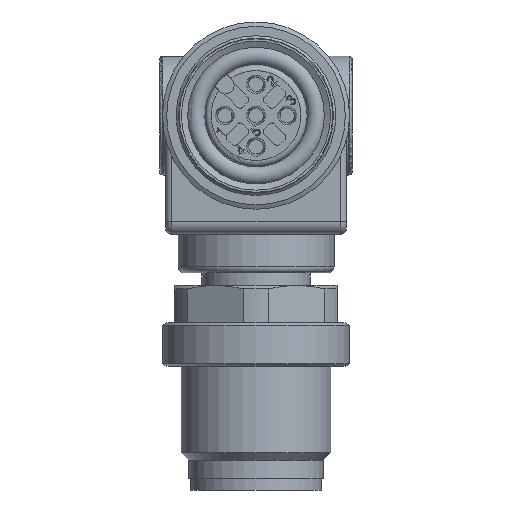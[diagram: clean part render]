
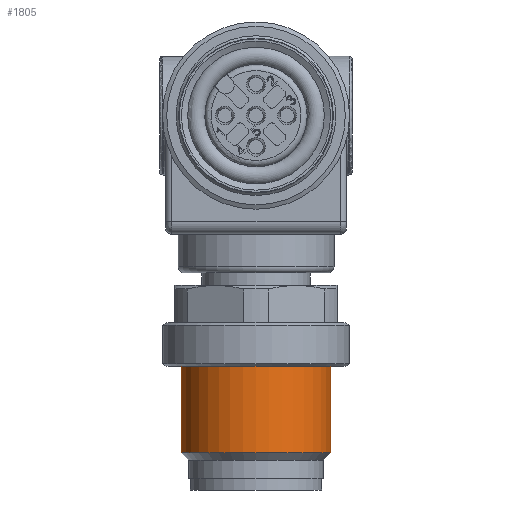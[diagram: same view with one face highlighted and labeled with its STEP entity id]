
A CAD part, front view. The second image highlights one B-rep face of the part: STEP entity #1805.
In plain terms, the highlighted cylindrical face has radius 6 mm (diameter 12 mm), a full revolution.
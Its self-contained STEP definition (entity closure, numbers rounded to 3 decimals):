
#785=FACE_BOUND('',#3186,.T.);
#786=FACE_BOUND('',#3187,.T.);
#976=CYLINDRICAL_SURFACE('',#10483,6.);
#1281=CIRCLE('',#10480,6.);
#1282=CIRCLE('',#10482,6.);
#1805=ADVANCED_FACE('',(#785,#786),#976,.T.);
#3186=EDGE_LOOP('',(#4998));
#3187=EDGE_LOOP('',(#4999));
#4998=ORIENTED_EDGE('',*,*,#7970,.F.);
#4999=ORIENTED_EDGE('',*,*,#7971,.T.);
#6796=VERTEX_POINT('',#16235);
#6797=VERTEX_POINT('',#16238);
#7970=EDGE_CURVE('',#6796,#6796,#1281,.T.);
#7971=EDGE_CURVE('',#6797,#6797,#1282,.T.);
#10480=AXIS2_PLACEMENT_3D('',#16234,#12327,#12328);
#10482=AXIS2_PLACEMENT_3D('',#16237,#12331,#12332);
#10483=AXIS2_PLACEMENT_3D('',#16239,#12333,#12334);
#12327=DIRECTION('',(0.,0.,-1.));
#12328=DIRECTION('',(0.5,0.866,0.));
#12331=DIRECTION('',(0.,0.,-1.));
#12332=DIRECTION('',(0.5,0.866,0.));
#12333=DIRECTION('',(0.,0.,-1.));
#12334=DIRECTION('',(0.5,0.866,0.));
#16234=CARTESIAN_POINT('',(0.,-6.971,-27.));
#16235=CARTESIAN_POINT('',(3.,-1.774,-27.));
#16237=CARTESIAN_POINT('',(0.,-6.971,-20.1));
#16238=CARTESIAN_POINT('',(3.,-1.774,-20.1));
#16239=CARTESIAN_POINT('',(0.,-6.971,-29.1));
